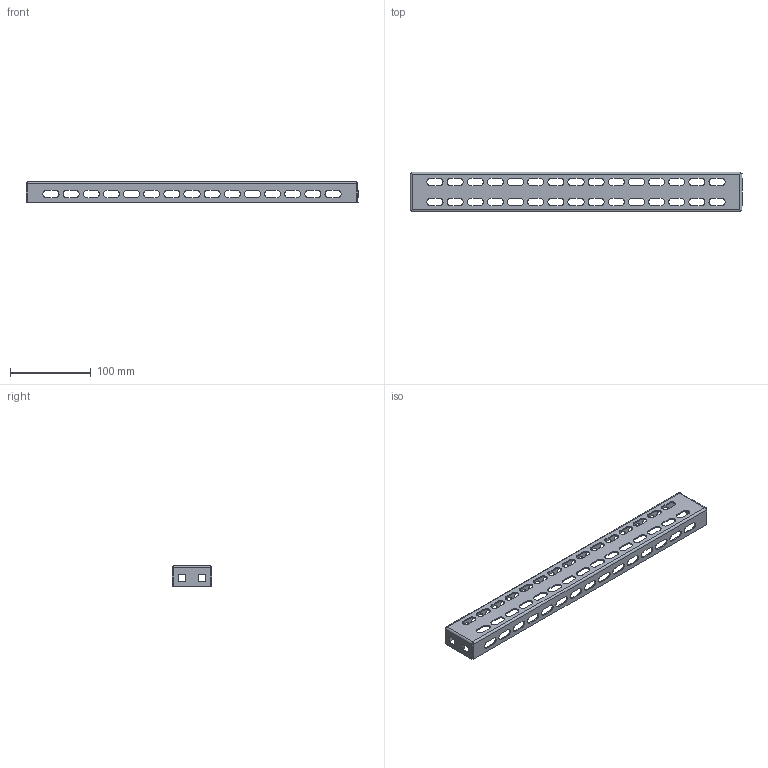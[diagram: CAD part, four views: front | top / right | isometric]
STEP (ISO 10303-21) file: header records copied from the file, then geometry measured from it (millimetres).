
FILE_DESCRIPTION (( 'STEP AP214' ), '1' );
FILE_NAME ('YKV-L-412-450 Ëîíæåðîí 412 äëÿ ÂÐÓ ÕÕÕÕõ450õÕÕÕ SMART.STEP', '2020-02-19T08:53:24', ( '' ), ( '' ), 'SwSTEP 2.0', 'SolidWorks 2017', '' );
FILE_SCHEMA (( 'AUTOMOTIVE_DESIGN' ));
Length unit declared in the file: millimetre
Products named in the file (1): YKV-L-412-450 Ëîíæåðîí 412 äëÿ ÂÐÓ ÕÕÕÕõ450õÕÕÕ SMART
Bounding box: 412 x 49.5 x 25 mm (x, y, z)
Volume: 46515.7 mm3; surface area: 68432.7 mm2
Topology: 1 solids, 1 shells, 324 faces, 934 edges, 612 vertices
Faces by surface type: cylinder 158, plane 158, bspline 8
Entity records: 11136 total; most frequent: CARTESIAN_POINT 2135, ORIENTED_EDGE 1868, DIRECTION 1852, EDGE_CURVE 934, VECTOR 618, LINE 618, AXIS2_PLACEMENT_3D 617, VERTEX_POINT 612
